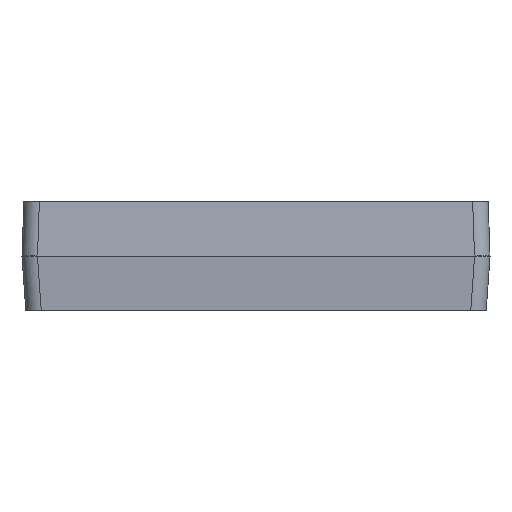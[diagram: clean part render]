
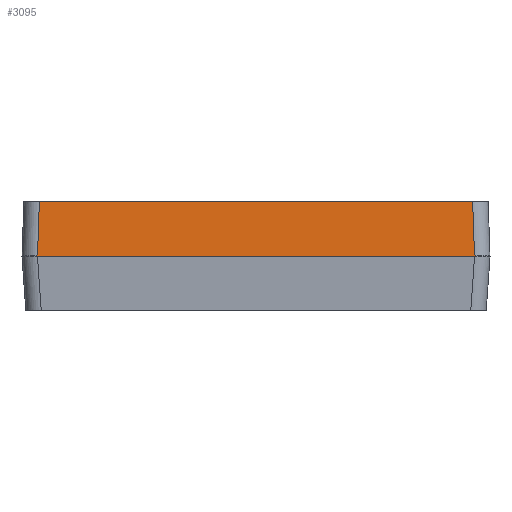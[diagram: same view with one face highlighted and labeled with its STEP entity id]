
A CAD part, left-side view. The second image highlights one B-rep face of the part: STEP entity #3095.
In plain terms, the highlighted free-form (B-spline) face has degree [1, 1] with [2, 2] control points.
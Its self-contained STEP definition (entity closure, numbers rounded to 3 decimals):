
#1812 = VERTEX_POINT('',#1813);
#1813 = CARTESIAN_POINT('',(-99.45,-56.452,0.));
#1819 = EDGE_CURVE('',#1812,#1820,#1822,.T.);
#1820 = VERTEX_POINT('',#1821);
#1821 = CARTESIAN_POINT('',(-99.45,56.452,0.));
#1822 = LINE('',#1823,#1824);
#1823 = CARTESIAN_POINT('',(-99.45,-60.45,0.));
#1824 = VECTOR('',#1825,1.);
#1825 = DIRECTION('',(0.,1.,0.));
#3095 = ADVANCED_FACE('',(#3096),#3131,.T.);
#3096 = FACE_BOUND('',#3097,.T.);
#3097 = EDGE_LOOP('',(#3098,#3099,#3112,#3120));
#3098 = ORIENTED_EDGE('',*,*,#1819,.F.);
#3099 = ORIENTED_EDGE('',*,*,#3100,.T.);
#3100 = EDGE_CURVE('',#1812,#3101,#3103,.T.);
#3101 = VERTEX_POINT('',#3102);
#3102 = CARTESIAN_POINT('',(-98.961,-55.964,14.));
#3103 = B_SPLINE_CURVE_WITH_KNOTS('',3,(#3104,#3105,#3106,#3107,#3108,
    #3109,#3110,#3111),.UNSPECIFIED.,.F.,.F.,(4,2,2,4),(-0.21,
    0.139,14.156,14.8),.UNSPECIFIED.);
#3104 = CARTESIAN_POINT('',(-99.462,-56.465,
    -0.349));
#3105 = CARTESIAN_POINT('',(-99.458,-56.461,
    -0.233));
#3106 = CARTESIAN_POINT('',(-99.454,-56.457,
    -0.116));
#3107 = CARTESIAN_POINT('',(-99.287,-56.289,
    4.667));
#3108 = CARTESIAN_POINT('',(-99.124,-56.127,9.333)
  );
#3109 = CARTESIAN_POINT('',(-98.954,-55.956,14.214));
#3110 = CARTESIAN_POINT('',(-98.946,-55.949,14.428));
#3111 = CARTESIAN_POINT('',(-98.939,-55.941,14.643));
#3112 = ORIENTED_EDGE('',*,*,#3113,.T.);
#3113 = EDGE_CURVE('',#3101,#3114,#3116,.T.);
#3114 = VERTEX_POINT('',#3115);
#3115 = CARTESIAN_POINT('',(-98.961,55.964,14.));
#3116 = LINE('',#3117,#3118);
#3117 = CARTESIAN_POINT('',(-98.961,-60.45,14.));
#3118 = VECTOR('',#3119,1.);
#3119 = DIRECTION('',(0.,1.,0.));
#3120 = ORIENTED_EDGE('',*,*,#3121,.F.);
#3121 = EDGE_CURVE('',#1820,#3114,#3122,.T.);
#3122 = B_SPLINE_CURVE_WITH_KNOTS('',3,(#3123,#3124,#3125,#3126,#3127,
    #3128,#3129,#3130),.UNSPECIFIED.,.F.,.F.,(4,2,2,4),(-0.21,
    0.139,14.156,14.8),.UNSPECIFIED.);
#3123 = CARTESIAN_POINT('',(-99.462,56.465,
    -0.349));
#3124 = CARTESIAN_POINT('',(-99.458,56.461,
    -0.233));
#3125 = CARTESIAN_POINT('',(-99.454,56.457,
    -0.116));
#3126 = CARTESIAN_POINT('',(-99.287,56.289,
    4.667));
#3127 = CARTESIAN_POINT('',(-99.124,56.127,
    9.333));
#3128 = CARTESIAN_POINT('',(-98.954,55.956,14.214));
#3129 = CARTESIAN_POINT('',(-98.946,55.949,14.428));
#3130 = CARTESIAN_POINT('',(-98.939,55.941,14.643));
#3131 = B_SPLINE_SURFACE_WITH_KNOTS('',1,1,(
    (#3132,#3133)
    ,(#3134,#3135
    )),.UNSPECIFIED.,.F.,.F.,.F.,(2,2),(2,2),(-120.9,0.),(0.,1.),
  .PIECEWISE_BEZIER_KNOTS.);
#3132 = CARTESIAN_POINT('',(-99.45,60.45,0.));
#3133 = CARTESIAN_POINT('',(-98.961,59.961,14.));
#3134 = CARTESIAN_POINT('',(-99.45,-60.45,0.));
#3135 = CARTESIAN_POINT('',(-98.961,-59.961,14.));
